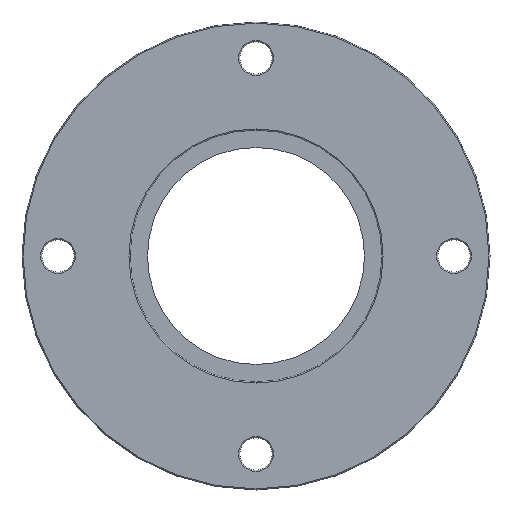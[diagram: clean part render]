
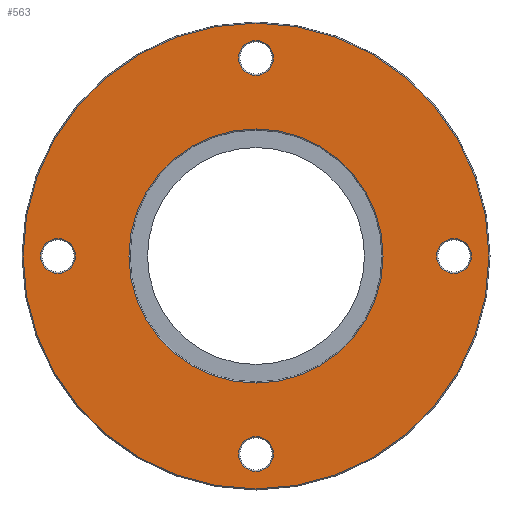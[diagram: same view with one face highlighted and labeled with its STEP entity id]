
A CAD part, front view. The second image highlights one B-rep face of the part: STEP entity #563.
In plain terms, the highlighted planar face has unit normal (0, -1, 0).
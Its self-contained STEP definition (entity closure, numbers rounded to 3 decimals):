
#9 = VERTEX_POINT ( 'NONE', #267 ) ;
#18 = AXIS2_PLACEMENT_3D ( 'NONE', #103, #134, #419 ) ;
#48 = FACE_BOUND ( 'NONE', #1178, .T. ) ;
#64 = CARTESIAN_POINT ( 'NONE',  ( 0., 0., -64.7 ) ) ;
#66 = CIRCLE ( 'NONE', #831, 64.7 ) ;
#96 = CARTESIAN_POINT ( 'NONE',  ( 0., 0., 59.8 ) ) ;
#103 = CARTESIAN_POINT ( 'NONE',  ( 0., 0., 0. ) ) ;
#110 = DIRECTION ( 'NONE',  ( 0., 0., -1. ) ) ;
#112 = DIRECTION ( 'NONE',  ( 0., 0., 1. ) ) ;
#117 = CARTESIAN_POINT ( 'NONE',  ( -55., 0., 0. ) ) ;
#119 = DIRECTION ( 'NONE',  ( 0., 1., 0. ) ) ;
#134 = DIRECTION ( 'NONE',  ( 0., 1., 0. ) ) ;
#139 = DIRECTION ( 'NONE',  ( 0., 1., 0. ) ) ;
#145 = AXIS2_PLACEMENT_3D ( 'NONE', #969, #519, #110 ) ;
#146 = CARTESIAN_POINT ( 'NONE',  ( -50.2, 0., 0. ) ) ;
#163 = DIRECTION ( 'NONE',  ( 1., 0., 0. ) ) ;
#167 = ORIENTED_EDGE ( 'NONE', *, *, #673, .T. ) ;
#203 = DIRECTION ( 'NONE',  ( -1., 0., 0. ) ) ;
#208 = DIRECTION ( 'NONE',  ( 0., 0., -1. ) ) ;
#209 = AXIS2_PLACEMENT_3D ( 'NONE', #392, #495, #203 ) ;
#213 = ORIENTED_EDGE ( 'NONE', *, *, #1165, .T. ) ;
#224 = CARTESIAN_POINT ( 'NONE',  ( 55., 0., 0. ) ) ;
#239 = CIRCLE ( 'NONE', #18, 35.3 ) ;
#244 = CARTESIAN_POINT ( 'NONE',  ( 0., 0., -59.8 ) ) ;
#259 = AXIS2_PLACEMENT_3D ( 'NONE', #728, #442, #163 ) ;
#267 = CARTESIAN_POINT ( 'NONE',  ( -59.8, 0., 0. ) ) ;
#268 = CIRCLE ( 'NONE', #1086, 35.3 ) ;
#273 = VERTEX_POINT ( 'NONE', #64 ) ;
#284 = CIRCLE ( 'NONE', #259, 4.8 ) ;
#320 = ORIENTED_EDGE ( 'NONE', *, *, #453, .T. ) ;
#332 = EDGE_CURVE ( 'NONE', #358, #594, #354, .T. ) ;
#338 = CARTESIAN_POINT ( 'NONE',  ( -35., 0., 0. ) ) ;
#354 = CIRCLE ( 'NONE', #617, 4.8 ) ;
#358 = VERTEX_POINT ( 'NONE', #1257 ) ;
#359 = VERTEX_POINT ( 'NONE', #1060 ) ;
#369 = VERTEX_POINT ( 'NONE', #1123 ) ;
#376 = ORIENTED_EDGE ( 'NONE', *, *, #586, .T. ) ;
#378 = CARTESIAN_POINT ( 'NONE',  ( 0., 0., 0. ) ) ;
#392 = CARTESIAN_POINT ( 'NONE',  ( 55., 0., 0. ) ) ;
#394 = EDGE_CURVE ( 'NONE', #359, #1010, #239, .T. ) ;
#395 = CARTESIAN_POINT ( 'NONE',  ( 0., 0., -50.2 ) ) ;
#405 = VERTEX_POINT ( 'NONE', #704 ) ;
#407 = CIRCLE ( 'NONE', #1062, 4.8 ) ;
#410 = FACE_BOUND ( 'NONE', #693, .T. ) ;
#419 = DIRECTION ( 'NONE',  ( 0., 0., 1. ) ) ;
#442 = DIRECTION ( 'NONE',  ( 0., 1., 0. ) ) ;
#451 = DIRECTION ( 'NONE',  ( 0., 1., 0. ) ) ;
#453 = EDGE_CURVE ( 'NONE', #369, #273, #66, .T. ) ;
#461 = CIRCLE ( 'NONE', #1013, 4.8 ) ;
#467 = EDGE_CURVE ( 'NONE', #845, #575, #1247, .T. ) ;
#470 = AXIS2_PLACEMENT_3D ( 'NONE', #338, #492, #616 ) ;
#485 = ORIENTED_EDGE ( 'NONE', *, *, #898, .T. ) ;
#492 = DIRECTION ( 'NONE',  ( 0., 1., 0. ) ) ;
#495 = DIRECTION ( 'NONE',  ( 0., 1., 0. ) ) ;
#509 = CARTESIAN_POINT ( 'NONE',  ( 59.8, 0., 0. ) ) ;
#511 = FACE_BOUND ( 'NONE', #899, .T. ) ;
#518 = PLANE ( 'NONE',  #470 ) ;
#519 = DIRECTION ( 'NONE',  ( 0., 1., 0. ) ) ;
#527 = DIRECTION ( 'NONE',  ( 0., 0., 1. ) ) ;
#530 = EDGE_CURVE ( 'NONE', #405, #943, #1167, .T. ) ;
#533 = AXIS2_PLACEMENT_3D ( 'NONE', #1098, #119, #527 ) ;
#536 = ORIENTED_EDGE ( 'NONE', *, *, #574, .T. ) ;
#540 = AXIS2_PLACEMENT_3D ( 'NONE', #921, #1211, #749 ) ;
#542 = ORIENTED_EDGE ( 'NONE', *, *, #1232, .T. ) ;
#546 = DIRECTION ( 'NONE',  ( 0., 0., 1. ) ) ;
#556 = CIRCLE ( 'NONE', #533, 4.8 ) ;
#563 = ADVANCED_FACE ( 'NONE', ( #410, #792, #700, #1229, #511, #48 ), #518, .F. ) ;
#574 = EDGE_CURVE ( 'NONE', #594, #358, #1193, .T. ) ;
#575 = VERTEX_POINT ( 'NONE', #395 ) ;
#586 = EDGE_CURVE ( 'NONE', #273, #369, #804, .T. ) ;
#594 = VERTEX_POINT ( 'NONE', #96 ) ;
#599 = CARTESIAN_POINT ( 'NONE',  ( 0., 0., 0. ) ) ;
#616 = DIRECTION ( 'NONE',  ( 0., 0., 1. ) ) ;
#617 = AXIS2_PLACEMENT_3D ( 'NONE', #1261, #139, #208 ) ;
#647 = CARTESIAN_POINT ( 'NONE',  ( 0., 0., 0. ) ) ;
#671 = DIRECTION ( 'NONE',  ( 0., -1., 0. ) ) ;
#673 = EDGE_CURVE ( 'NONE', #575, #845, #556, .T. ) ;
#693 = EDGE_LOOP ( 'NONE', ( #1116, #485 ) ) ;
#700 = FACE_BOUND ( 'NONE', #978, .T. ) ;
#704 = CARTESIAN_POINT ( 'NONE',  ( 50.2, 0., 0. ) ) ;
#727 = DIRECTION ( 'NONE',  ( 0., 1., 0. ) ) ;
#728 = CARTESIAN_POINT ( 'NONE',  ( -55., 0., 0. ) ) ;
#733 = DIRECTION ( 'NONE',  ( 0., 1., 0. ) ) ;
#749 = DIRECTION ( 'NONE',  ( 0., 0., 1. ) ) ;
#765 = DIRECTION ( 'NONE',  ( 0., -1., 0. ) ) ;
#772 = ORIENTED_EDGE ( 'NONE', *, *, #332, .T. ) ;
#792 = FACE_OUTER_BOUND ( 'NONE', #1112, .T. ) ;
#804 = CIRCLE ( 'NONE', #1037, 64.7 ) ;
#811 = ORIENTED_EDGE ( 'NONE', *, *, #530, .T. ) ;
#831 = AXIS2_PLACEMENT_3D ( 'NONE', #378, #765, #546 ) ;
#845 = VERTEX_POINT ( 'NONE', #244 ) ;
#898 = EDGE_CURVE ( 'NONE', #1010, #359, #268, .T. ) ;
#899 = EDGE_LOOP ( 'NONE', ( #920, #811 ) ) ;
#920 = ORIENTED_EDGE ( 'NONE', *, *, #1023, .T. ) ;
#921 = CARTESIAN_POINT ( 'NONE',  ( 0., 0., -55. ) ) ;
#943 = VERTEX_POINT ( 'NONE', #509 ) ;
#955 = VERTEX_POINT ( 'NONE', #146 ) ;
#960 = ORIENTED_EDGE ( 'NONE', *, *, #467, .T. ) ;
#963 = DIRECTION ( 'NONE',  ( 0., 0., 1. ) ) ;
#969 = CARTESIAN_POINT ( 'NONE',  ( 0., 0., 55. ) ) ;
#978 = EDGE_LOOP ( 'NONE', ( #536, #772 ) ) ;
#1010 = VERTEX_POINT ( 'NONE', #1134 ) ;
#1013 = AXIS2_PLACEMENT_3D ( 'NONE', #117, #727, #1142 ) ;
#1023 = EDGE_CURVE ( 'NONE', #943, #405, #407, .T. ) ;
#1037 = AXIS2_PLACEMENT_3D ( 'NONE', #647, #671, #112 ) ;
#1060 = CARTESIAN_POINT ( 'NONE',  ( 0., 0., 35.3 ) ) ;
#1062 = AXIS2_PLACEMENT_3D ( 'NONE', #224, #733, #1117 ) ;
#1086 = AXIS2_PLACEMENT_3D ( 'NONE', #599, #451, #963 ) ;
#1098 = CARTESIAN_POINT ( 'NONE',  ( 0., 0., -55. ) ) ;
#1112 = EDGE_LOOP ( 'NONE', ( #320, #376 ) ) ;
#1116 = ORIENTED_EDGE ( 'NONE', *, *, #394, .T. ) ;
#1117 = DIRECTION ( 'NONE',  ( -1., 0., 0. ) ) ;
#1123 = CARTESIAN_POINT ( 'NONE',  ( 0., 0., 64.7 ) ) ;
#1134 = CARTESIAN_POINT ( 'NONE',  ( 0., 0., -35.3 ) ) ;
#1142 = DIRECTION ( 'NONE',  ( 1., 0., 0. ) ) ;
#1165 = EDGE_CURVE ( 'NONE', #955, #9, #284, .T. ) ;
#1167 = CIRCLE ( 'NONE', #209, 4.8 ) ;
#1178 = EDGE_LOOP ( 'NONE', ( #542, #213 ) ) ;
#1193 = CIRCLE ( 'NONE', #145, 4.8 ) ;
#1207 = EDGE_LOOP ( 'NONE', ( #960, #167 ) ) ;
#1211 = DIRECTION ( 'NONE',  ( 0., 1., 0. ) ) ;
#1229 = FACE_BOUND ( 'NONE', #1207, .T. ) ;
#1232 = EDGE_CURVE ( 'NONE', #9, #955, #461, .T. ) ;
#1247 = CIRCLE ( 'NONE', #540, 4.8 ) ;
#1257 = CARTESIAN_POINT ( 'NONE',  ( 0., 0., 50.2 ) ) ;
#1261 = CARTESIAN_POINT ( 'NONE',  ( 0., 0., 55. ) ) ;
